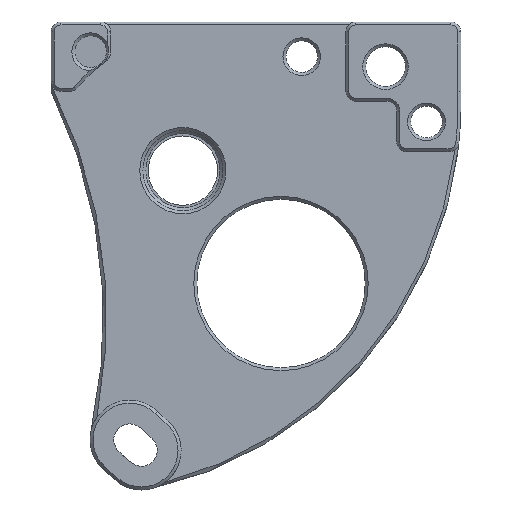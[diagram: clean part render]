
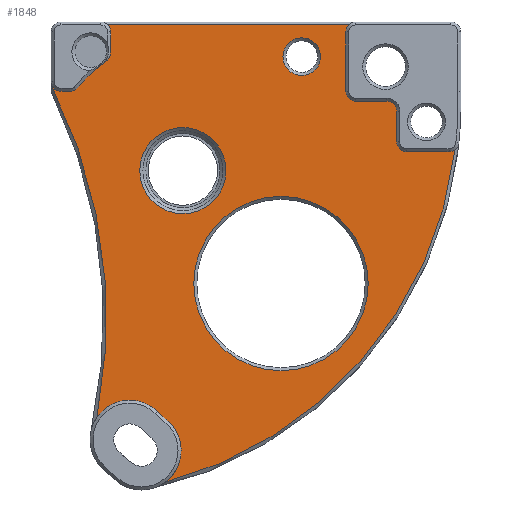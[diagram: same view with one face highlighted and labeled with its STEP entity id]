
A CAD part, left-side view. The second image highlights one B-rep face of the part: STEP entity #1848.
In plain terms, the highlighted planar face has unit normal (-1, 0, 0).
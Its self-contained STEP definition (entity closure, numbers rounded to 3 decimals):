
#23=FACE_BOUND('',#249,.T.);
#24=FACE_BOUND('',#250,.T.);
#25=FACE_BOUND('',#251,.T.);
#36=PLANE('',#1999);
#129=FACE_OUTER_BOUND('',#248,.T.);
#248=EDGE_LOOP('',(#1280,#1281,#1282,#1283,#1284,#1285,#1286,#1287,#1288,
#1289,#1290,#1291,#1292,#1293,#1294,#1295,#1296,#1297,#1298,#1299,#1300,
#1301,#1302));
#249=EDGE_LOOP('',(#1303));
#250=EDGE_LOOP('',(#1304));
#251=EDGE_LOOP('',(#1305));
#374=CIRCLE('',#1982,4.);
#375=CIRCLE('',#1984,17.957);
#383=CIRCLE('',#1997,1.9);
#385=CIRCLE('',#2000,1.);
#386=CIRCLE('',#2001,1.);
#387=CIRCLE('',#2002,13.5);
#388=CIRCLE('',#2003,1.);
#389=CIRCLE('',#2004,1.);
#390=CIRCLE('',#2005,52.382);
#391=CIRCLE('',#2006,4.);
#392=CIRCLE('',#2007,39.702);
#393=CIRCLE('',#2008,1.);
#394=CIRCLE('',#2009,1.);
#395=CIRCLE('',#2010,1.);
#396=CIRCLE('',#2011,1.);
#397=CIRCLE('',#2012,1.);
#398=CIRCLE('',#2013,8.8);
#399=CIRCLE('',#2014,4.35);
#487=LINE('',#2882,#641);
#488=LINE('',#2886,#642);
#489=LINE('',#2894,#643);
#490=LINE('',#2898,#644);
#491=LINE('',#2907,#645);
#492=LINE('',#2911,#646);
#493=LINE('',#2915,#647);
#494=LINE('',#2919,#648);
#641=VECTOR('',#2273,10.);
#642=VECTOR('',#2276,10.);
#643=VECTOR('',#2283,10.);
#644=VECTOR('',#2286,10.);
#645=VECTOR('',#2295,10.);
#646=VECTOR('',#2298,10.);
#647=VECTOR('',#2301,10.);
#648=VECTOR('',#2304,10.);
#794=VERTEX_POINT('',#2837);
#795=VERTEX_POINT('',#2844);
#796=VERTEX_POINT('',#2848);
#805=VERTEX_POINT('',#2874);
#807=VERTEX_POINT('',#2880);
#808=VERTEX_POINT('',#2881);
#809=VERTEX_POINT('',#2883);
#810=VERTEX_POINT('',#2885);
#811=VERTEX_POINT('',#2887);
#812=VERTEX_POINT('',#2889);
#813=VERTEX_POINT('',#2891);
#814=VERTEX_POINT('',#2893);
#815=VERTEX_POINT('',#2895);
#816=VERTEX_POINT('',#2897);
#817=VERTEX_POINT('',#2899);
#818=VERTEX_POINT('',#2902);
#819=VERTEX_POINT('',#2904);
#820=VERTEX_POINT('',#2906);
#821=VERTEX_POINT('',#2908);
#822=VERTEX_POINT('',#2910);
#823=VERTEX_POINT('',#2912);
#824=VERTEX_POINT('',#2914);
#825=VERTEX_POINT('',#2916);
#826=VERTEX_POINT('',#2918);
#827=VERTEX_POINT('',#2921);
#828=VERTEX_POINT('',#2923);
#966=EDGE_CURVE('',#794,#795,#374,.T.);
#968=EDGE_CURVE('',#795,#796,#375,.T.);
#980=EDGE_CURVE('',#805,#805,#383,.T.);
#983=EDGE_CURVE('',#807,#808,#487,.T.);
#984=EDGE_CURVE('',#808,#809,#385,.F.);
#985=EDGE_CURVE('',#810,#809,#488,.T.);
#986=EDGE_CURVE('',#810,#811,#386,.F.);
#987=EDGE_CURVE('',#812,#811,#387,.T.);
#988=EDGE_CURVE('',#812,#813,#388,.F.);
#989=EDGE_CURVE('',#814,#813,#489,.T.);
#990=EDGE_CURVE('',#815,#814,#389,.T.);
#991=EDGE_CURVE('',#816,#815,#490,.T.);
#992=EDGE_CURVE('',#816,#817,#390,.T.);
#993=EDGE_CURVE('',#796,#817,#391,.T.);
#994=EDGE_CURVE('',#794,#818,#392,.T.);
#995=EDGE_CURVE('',#818,#819,#393,.F.);
#996=EDGE_CURVE('',#820,#819,#491,.T.);
#997=EDGE_CURVE('',#820,#821,#394,.F.);
#998=EDGE_CURVE('',#822,#821,#492,.T.);
#999=EDGE_CURVE('',#823,#822,#395,.T.);
#1000=EDGE_CURVE('',#824,#823,#493,.T.);
#1001=EDGE_CURVE('',#824,#825,#396,.F.);
#1002=EDGE_CURVE('',#826,#825,#494,.T.);
#1003=EDGE_CURVE('',#826,#807,#397,.F.);
#1004=EDGE_CURVE('',#827,#827,#398,.T.);
#1005=EDGE_CURVE('',#828,#828,#399,.T.);
#1280=ORIENTED_EDGE('',*,*,#983,.T.);
#1281=ORIENTED_EDGE('',*,*,#984,.T.);
#1282=ORIENTED_EDGE('',*,*,#985,.F.);
#1283=ORIENTED_EDGE('',*,*,#986,.T.);
#1284=ORIENTED_EDGE('',*,*,#987,.F.);
#1285=ORIENTED_EDGE('',*,*,#988,.T.);
#1286=ORIENTED_EDGE('',*,*,#989,.F.);
#1287=ORIENTED_EDGE('',*,*,#990,.F.);
#1288=ORIENTED_EDGE('',*,*,#991,.F.);
#1289=ORIENTED_EDGE('',*,*,#992,.T.);
#1290=ORIENTED_EDGE('',*,*,#993,.F.);
#1291=ORIENTED_EDGE('',*,*,#968,.F.);
#1292=ORIENTED_EDGE('',*,*,#966,.F.);
#1293=ORIENTED_EDGE('',*,*,#994,.T.);
#1294=ORIENTED_EDGE('',*,*,#995,.T.);
#1295=ORIENTED_EDGE('',*,*,#996,.F.);
#1296=ORIENTED_EDGE('',*,*,#997,.T.);
#1297=ORIENTED_EDGE('',*,*,#998,.F.);
#1298=ORIENTED_EDGE('',*,*,#999,.F.);
#1299=ORIENTED_EDGE('',*,*,#1000,.F.);
#1300=ORIENTED_EDGE('',*,*,#1001,.T.);
#1301=ORIENTED_EDGE('',*,*,#1002,.F.);
#1302=ORIENTED_EDGE('',*,*,#1003,.T.);
#1303=ORIENTED_EDGE('',*,*,#1004,.T.);
#1304=ORIENTED_EDGE('',*,*,#1005,.T.);
#1305=ORIENTED_EDGE('',*,*,#980,.T.);
#1848=ADVANCED_FACE('',(#129,#23,#24,#25),#36,.T.);
#1982=AXIS2_PLACEMENT_3D('',#2845,#2231,#2232);
#1984=AXIS2_PLACEMENT_3D('',#2849,#2236,#2237);
#1997=AXIS2_PLACEMENT_3D('',#2875,#2266,#2267);
#1999=AXIS2_PLACEMENT_3D('',#2879,#2271,#2272);
#2000=AXIS2_PLACEMENT_3D('',#2884,#2274,#2275);
#2001=AXIS2_PLACEMENT_3D('',#2888,#2277,#2278);
#2002=AXIS2_PLACEMENT_3D('',#2890,#2279,#2280);
#2003=AXIS2_PLACEMENT_3D('',#2892,#2281,#2282);
#2004=AXIS2_PLACEMENT_3D('',#2896,#2284,#2285);
#2005=AXIS2_PLACEMENT_3D('',#2900,#2287,#2288);
#2006=AXIS2_PLACEMENT_3D('',#2901,#2289,#2290);
#2007=AXIS2_PLACEMENT_3D('',#2903,#2291,#2292);
#2008=AXIS2_PLACEMENT_3D('',#2905,#2293,#2294);
#2009=AXIS2_PLACEMENT_3D('',#2909,#2296,#2297);
#2010=AXIS2_PLACEMENT_3D('',#2913,#2299,#2300);
#2011=AXIS2_PLACEMENT_3D('',#2917,#2302,#2303);
#2012=AXIS2_PLACEMENT_3D('',#2920,#2305,#2306);
#2013=AXIS2_PLACEMENT_3D('',#2922,#2307,#2308);
#2014=AXIS2_PLACEMENT_3D('',#2924,#2309,#2310);
#2231=DIRECTION('center_axis',(-1.,0.,0.));
#2232=DIRECTION('ref_axis',(0.,-0.642,0.767));
#2236=DIRECTION('center_axis',(1.,0.,0.));
#2237=DIRECTION('ref_axis',(0.,0.642,-0.767));
#2266=DIRECTION('center_axis',(1.,0.,0.));
#2267=DIRECTION('ref_axis',(0.,0.,1.));
#2271=DIRECTION('center_axis',(-1.,0.,0.));
#2272=DIRECTION('ref_axis',(0.,0.,1.));
#2273=DIRECTION('',(0.,1.,0.));
#2274=DIRECTION('center_axis',(-1.,0.,0.));
#2275=DIRECTION('ref_axis',(0.,-0.707,0.707));
#2276=DIRECTION('',(0.,0.,1.));
#2277=DIRECTION('center_axis',(-1.,0.,0.));
#2278=DIRECTION('ref_axis',(0.,-0.887,-0.462));
#2279=DIRECTION('center_axis',(1.,0.,0.));
#2280=DIRECTION('ref_axis',(0.,-1.,0.));
#2281=DIRECTION('center_axis',(-1.,0.,0.));
#2282=DIRECTION('ref_axis',(0.,-0.435,-0.9));
#2283=DIRECTION('',(0.,-1.,0.));
#2284=DIRECTION('center_axis',(-1.,0.,0.));
#2285=DIRECTION('ref_axis',(0.,0.707,-0.707));
#2286=DIRECTION('',(0.,0.,1.));
#2287=DIRECTION('center_axis',(1.,0.,0.));
#2288=DIRECTION('ref_axis',(0.,-0.976,-0.219));
#2289=DIRECTION('center_axis',(-1.,0.,0.));
#2290=DIRECTION('ref_axis',(0.,0.696,-0.718));
#2291=DIRECTION('center_axis',(-1.,0.,0.));
#2292=DIRECTION('ref_axis',(0.,-0.215,-0.977));
#2293=DIRECTION('center_axis',(-1.,0.,0.));
#2294=DIRECTION('ref_axis',(0.,-0.67,-0.743));
#2295=DIRECTION('',(0.,-1.,0.));
#2296=DIRECTION('center_axis',(-1.,0.,0.));
#2297=DIRECTION('ref_axis',(0.,0.707,-0.707));
#2298=DIRECTION('',(0.,0.,-1.));
#2299=DIRECTION('center_axis',(1.,0.,0.));
#2300=DIRECTION('ref_axis',(0.,-0.707,0.707));
#2301=DIRECTION('',(0.,-1.,0.));
#2302=DIRECTION('center_axis',(-1.,0.,0.));
#2303=DIRECTION('ref_axis',(0.,0.707,-0.707));
#2304=DIRECTION('',(0.,0.,-1.));
#2305=DIRECTION('center_axis',(-1.,0.,0.));
#2306=DIRECTION('ref_axis',(0.,0.707,0.707));
#2307=DIRECTION('center_axis',(1.,0.,0.));
#2308=DIRECTION('ref_axis',(0.,0.,1.));
#2309=DIRECTION('center_axis',(1.,0.,0.));
#2310=DIRECTION('ref_axis',(0.,0.,1.));
#2837=CARTESIAN_POINT('',(-2.575,1.834,-31.476));
#2844=CARTESIAN_POINT('',(-2.575,1.615,-25.17));
#2845=CARTESIAN_POINT('Origin',(-2.575,4.182,-28.238));
#2848=CARTESIAN_POINT('',(-2.575,2.587,-24.294));
#2849=CARTESIAN_POINT('Origin',(-2.575,-9.906,-11.396));
#2874=CARTESIAN_POINT('',(-2.575,-12.,9.6));
#2875=CARTESIAN_POINT('Origin',(-2.575,-12.,11.5));
#2879=CARTESIAN_POINT('Origin',(-2.575,-7.386,-8.619));
#2880=CARTESIAN_POINT('',(-2.575,-16.742,14.7));
#2881=CARTESIAN_POINT('',(-2.575,7.586,14.7));
#2882=CARTESIAN_POINT('',(-2.575,2.957,14.7));
#2883=CARTESIAN_POINT('',(-2.575,7.3,14.));
#2884=CARTESIAN_POINT('Origin',(-2.575,8.3,14.));
#2885=CARTESIAN_POINT('',(-2.575,7.3,11.889));
#2886=CARTESIAN_POINT('',(-2.575,7.3,3.19));
#2887=CARTESIAN_POINT('',(-2.575,7.728,11.07));
#2888=CARTESIAN_POINT('Origin',(-2.575,8.3,11.889));
#2889=CARTESIAN_POINT('',(-2.575,10.585,8.379));
#2890=CARTESIAN_POINT('Origin',(-2.575,0.,0.));
#2891=CARTESIAN_POINT('',(-2.575,11.369,8.));
#2892=CARTESIAN_POINT('Origin',(-2.575,11.369,9.));
#2893=CARTESIAN_POINT('',(-2.575,12.3,8.));
#2894=CARTESIAN_POINT('',(-2.575,1.744,8.));
#2895=CARTESIAN_POINT('',(-2.575,13.3,9.));
#2896=CARTESIAN_POINT('Origin',(-2.575,12.3,9.));
#2897=CARTESIAN_POINT('',(-2.575,13.3,8.675));
#2898=CARTESIAN_POINT('',(-2.575,13.3,-0.31));
#2899=CARTESIAN_POINT('',(-2.575,8.679,-24.919));
#2900=CARTESIAN_POINT('Origin',(-2.575,60.089,-14.876));
#2901=CARTESIAN_POINT('Origin',(-2.575,5.371,-27.167));
#2902=CARTESIAN_POINT('',(-2.575,-27.481,2.128));
#2903=CARTESIAN_POINT('Origin',(-2.575,11.931,6.92));
#2904=CARTESIAN_POINT('',(-2.575,-26.865,1.916));
#2905=CARTESIAN_POINT('Origin',(-2.575,-26.865,2.916));
#2906=CARTESIAN_POINT('',(-2.575,-22.594,1.916));
#2907=CARTESIAN_POINT('',(-2.575,-17.571,1.916));
#2908=CARTESIAN_POINT('',(-2.575,-21.594,2.916));
#2909=CARTESIAN_POINT('Origin',(-2.575,-22.594,2.916));
#2910=CARTESIAN_POINT('',(-2.575,-21.594,6.));
#2911=CARTESIAN_POINT('',(-2.575,-21.594,-3.352));
#2912=CARTESIAN_POINT('',(-2.575,-20.594,7.));
#2913=CARTESIAN_POINT('Origin',(-2.575,-20.594,6.));
#2914=CARTESIAN_POINT('',(-2.575,-17.456,7.));
#2915=CARTESIAN_POINT('',(-2.575,-14.49,7.));
#2916=CARTESIAN_POINT('',(-2.575,-16.456,8.));
#2917=CARTESIAN_POINT('Origin',(-2.575,-17.456,8.));
#2918=CARTESIAN_POINT('',(-2.575,-16.456,14.));
#2919=CARTESIAN_POINT('',(-2.575,-16.456,-0.81));
#2920=CARTESIAN_POINT('Origin',(-2.575,-17.456,14.));
#2921=CARTESIAN_POINT('',(-2.575,-9.906,-20.196));
#2922=CARTESIAN_POINT('Origin',(-2.575,-9.906,-11.396));
#2923=CARTESIAN_POINT('',(-2.575,0.,-4.35));
#2924=CARTESIAN_POINT('Origin',(-2.575,0.,0.));
